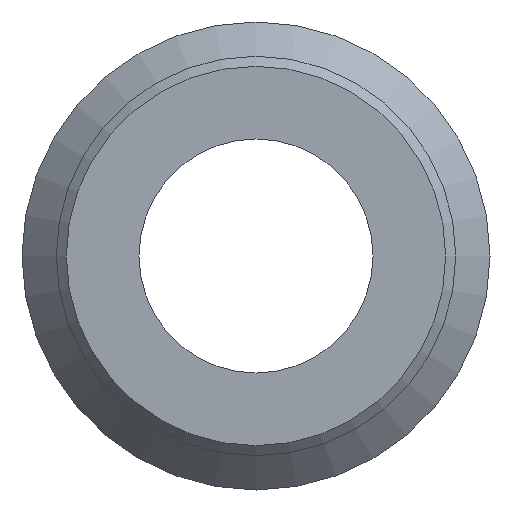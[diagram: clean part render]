
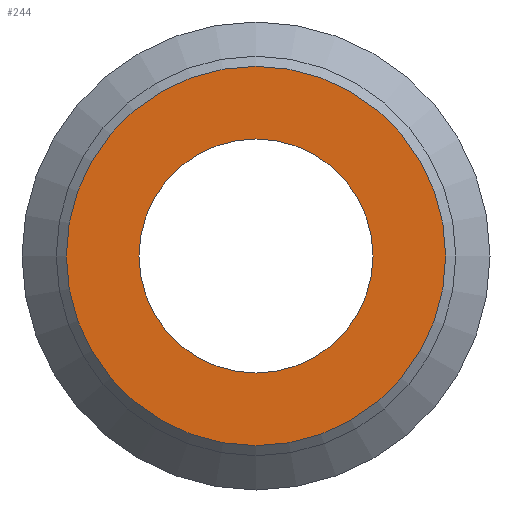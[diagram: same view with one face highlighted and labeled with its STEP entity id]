
A CAD part, front view. The second image highlights one B-rep face of the part: STEP entity #244.
In plain terms, the highlighted planar face has unit normal (0, -1, 0).
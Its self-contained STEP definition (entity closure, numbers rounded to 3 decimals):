
#45=ORIENTED_EDGE('',*,*,#89,.T.);
#46=ORIENTED_EDGE('',*,*,#90,.T.);
#89=EDGE_CURVE('',#111,#111,#133,.T.);
#90=EDGE_CURVE('',#112,#112,#134,.T.);
#111=VERTEX_POINT('',#432);
#112=VERTEX_POINT('',#434);
#133=CIRCLE('',#288,5.675);
#134=CIRCLE('',#289,3.5);
#155=EDGE_LOOP('',(#45));
#156=EDGE_LOOP('',(#46));
#199=FACE_BOUND('',#155,.T.);
#200=FACE_BOUND('',#156,.T.);
#239=PLANE('',#287);
#244=ADVANCED_FACE('',(#199,#200),#239,.T.);
#287=AXIS2_PLACEMENT_3D('',#430,#345,#346);
#288=AXIS2_PLACEMENT_3D('',#431,#347,#348);
#289=AXIS2_PLACEMENT_3D('',#433,#349,#350);
#345=DIRECTION('',(0.,-1.,0.));
#346=DIRECTION('',(0.,0.,-1.));
#347=DIRECTION('',(0.,-1.,0.));
#348=DIRECTION('',(0.,0.,-1.));
#349=DIRECTION('',(0.,1.,0.));
#350=DIRECTION('',(0.,0.,1.));
#430=CARTESIAN_POINT('',(5.675,0.,0.));
#431=CARTESIAN_POINT('',(0.,0.,0.));
#432=CARTESIAN_POINT('',(0.,0.,-5.675));
#433=CARTESIAN_POINT('',(0.,0.,0.));
#434=CARTESIAN_POINT('',(0.,0.,3.5));
